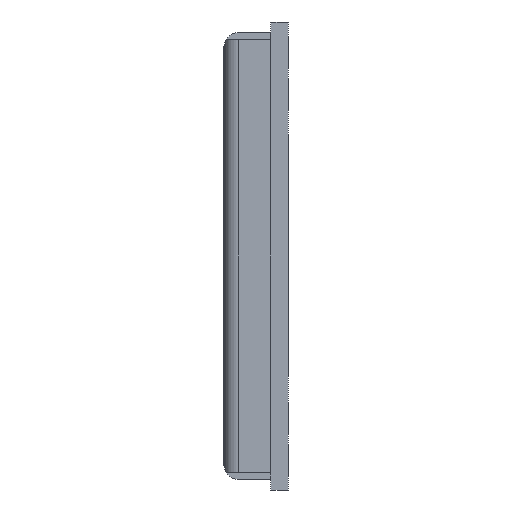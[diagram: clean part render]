
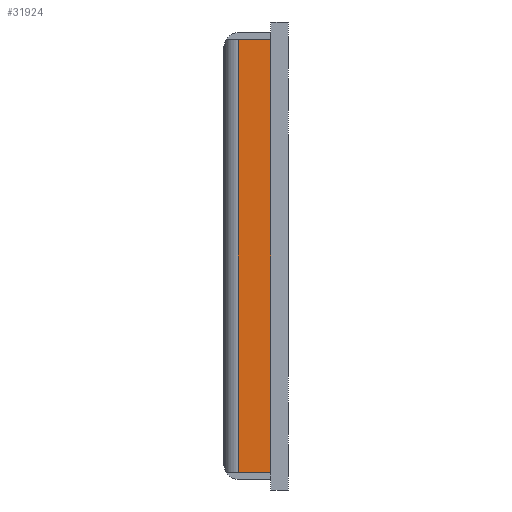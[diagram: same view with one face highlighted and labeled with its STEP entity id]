
A CAD part, left-side view. The second image highlights one B-rep face of the part: STEP entity #31924.
In plain terms, the highlighted planar face has unit normal (-1, 0, 0).
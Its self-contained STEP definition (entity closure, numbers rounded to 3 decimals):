
#4010=ORIENTED_EDGE('',*,*,#9346,.T.);
#4011=ORIENTED_EDGE('',*,*,#9352,.T.);
#4012=ORIENTED_EDGE('',*,*,#9357,.T.);
#4013=ORIENTED_EDGE('',*,*,#9360,.T.);
#9346=EDGE_CURVE('',#12240,#12238,#14889,.T.);
#9352=EDGE_CURVE('',#12238,#12243,#14893,.T.);
#9357=EDGE_CURVE('',#12243,#12245,#14897,.T.);
#9360=EDGE_CURVE('',#12245,#12240,#14900,.T.);
#12238=VERTEX_POINT('',#41436);
#12240=VERTEX_POINT('',#41439);
#12243=VERTEX_POINT('',#41448);
#12245=VERTEX_POINT('',#41457);
#14889=LINE('',#41438,#16987);
#14893=LINE('',#41449,#16991);
#14897=LINE('',#41458,#16995);
#14900=LINE('',#41463,#16998);
#16987=VECTOR('',#36439,1000.);
#16991=VECTOR('',#36449,1000.);
#16995=VECTOR('',#36459,1000.);
#16998=VECTOR('',#36466,1000.);
#18446=EDGE_LOOP('',(#4010,#4011,#4012,#4013));
#20036=FACE_BOUND('',#18446,.T.);
#21515=PLANE('',#33302);
#31924=ADVANCED_FACE('',(#20036),#21515,.T.);
#33302=AXIS2_PLACEMENT_3D('',#41464,#36467,#36468);
#36439=DIRECTION('',(0.,1.,0.));
#36449=DIRECTION('',(0.,0.,-1.));
#36459=DIRECTION('',(0.,-1.,0.));
#36466=DIRECTION('',(0.,0.,1.));
#36467=DIRECTION('',(-1.,0.,0.));
#36468=DIRECTION('',(0.,-1.,0.));
#41436=CARTESIAN_POINT('',(-7.,-0.4,6.198));
#41438=CARTESIAN_POINT('',(-7.,-0.191,6.198));
#41439=CARTESIAN_POINT('',(-7.,-1.33,6.198));
#41448=CARTESIAN_POINT('',(-7.,-0.4,-6.198));
#41449=CARTESIAN_POINT('',(-7.,-0.4,6.4));
#41457=CARTESIAN_POINT('',(-7.,-1.33,-6.198));
#41458=CARTESIAN_POINT('',(-7.,-0.191,-6.198));
#41463=CARTESIAN_POINT('',(-7.,-1.33,-6.4));
#41464=CARTESIAN_POINT('',(-7.,0.,0.));
